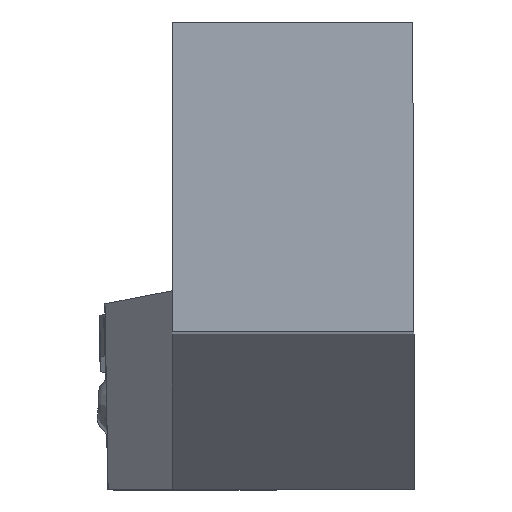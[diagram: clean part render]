
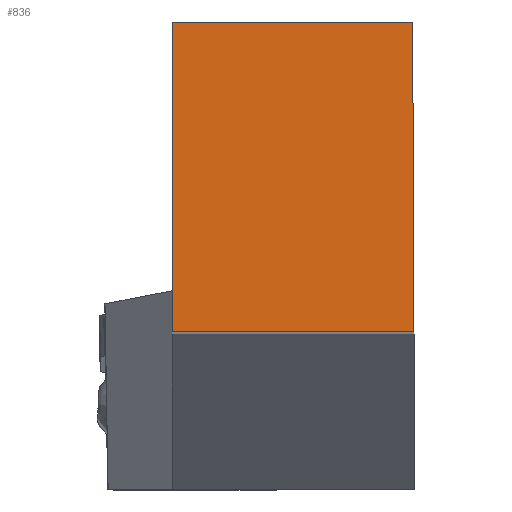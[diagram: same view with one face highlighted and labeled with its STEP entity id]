
A CAD part, top view. The second image highlights one B-rep face of the part: STEP entity #836.
In plain terms, the highlighted planar face has unit normal (0, 0, 1).
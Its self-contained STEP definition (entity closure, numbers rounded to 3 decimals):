
#168=LINE('',#3895,#402);
#172=LINE('',#3904,#406);
#173=LINE('',#3906,#407);
#174=LINE('',#3908,#408);
#402=VECTOR('',#3135,1.);
#406=VECTOR('',#3141,1.);
#407=VECTOR('',#3142,1.);
#408=VECTOR('',#3143,1.);
#696=FACE_OUTER_BOUND('',#1137,.T.);
#836=ADVANCED_FACE('BLANK_BOXF006',(#696),#978,.F.);
#978=PLANE('',#2840);
#1137=EDGE_LOOP('',(#1314,#1315,#1316,#1317));
#1314=ORIENTED_EDGE('',*,*,#2316,.F.);
#1315=ORIENTED_EDGE('',*,*,#2312,.F.);
#1316=ORIENTED_EDGE('',*,*,#2317,.F.);
#1317=ORIENTED_EDGE('',*,*,#2318,.F.);
#2059=VERTEX_POINT('',#3896);
#2060=VERTEX_POINT('',#3897);
#2063=VERTEX_POINT('',#3905);
#2064=VERTEX_POINT('',#3907);
#2312=EDGE_CURVE('',#2059,#2060,#168,.T.);
#2316=EDGE_CURVE('',#2060,#2063,#172,.T.);
#2317=EDGE_CURVE('',#2064,#2059,#173,.T.);
#2318=EDGE_CURVE('',#2063,#2064,#174,.T.);
#2840=AXIS2_PLACEMENT_3D('',#3909,#3144,#3145);
#3135=DIRECTION('',(-1.,0.,0.));
#3141=DIRECTION('',(0.,1.,0.));
#3142=DIRECTION('',(0.004,-1.,0.));
#3143=DIRECTION('',(1.,0.,0.));
#3144=DIRECTION('',(0.,0.,-1.));
#3145=DIRECTION('',(0.,-1.,0.));
#3895=CARTESIAN_POINT('',(171.35,-31.85,0.));
#3896=CARTESIAN_POINT('',(0.,-31.85,0.));
#3897=CARTESIAN_POINT('',(-24.875,-31.85,0.));
#3904=CARTESIAN_POINT('',(-24.875,-171.35,0.));
#3905=CARTESIAN_POINT('',(-24.875,0.,0.));
#3906=CARTESIAN_POINT('',(-0.887,171.348,0.));
#3907=CARTESIAN_POINT('',(-0.139,0.,0.));
#3908=CARTESIAN_POINT('',(-171.35,0.,0.));
#3909=CARTESIAN_POINT('',(-57.225,-47.85,0.));
